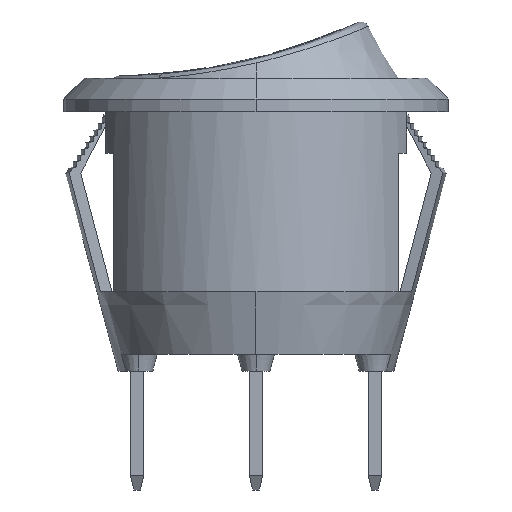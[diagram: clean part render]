
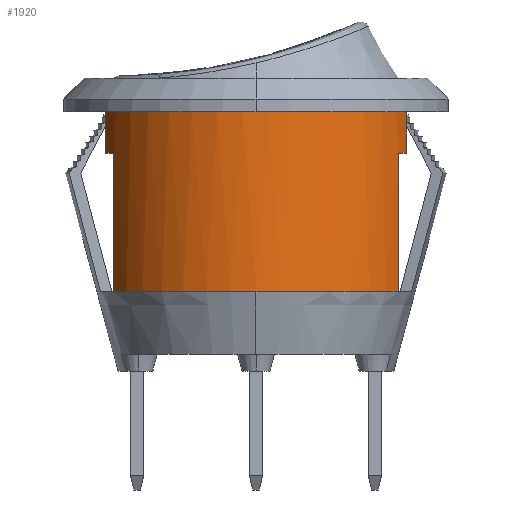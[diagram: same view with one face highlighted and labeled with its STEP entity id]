
A CAD part, left-side view. The second image highlights one B-rep face of the part: STEP entity #1920.
In plain terms, the highlighted cylindrical face has radius 9.5 mm (diameter 19 mm), a partial arc.
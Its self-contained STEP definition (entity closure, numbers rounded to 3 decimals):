
#9 = VERTEX_POINT ( 'NONE', #174 ) ;
#59 = ORIENTED_EDGE ( 'NONE', *, *, #1272, .T. ) ;
#69 = DIRECTION ( 'NONE',  ( 0., 0., -1. ) ) ;
#91 = LINE ( 'NONE', #2112, #3246 ) ;
#174 = CARTESIAN_POINT ( 'NONE',  ( -9.5, 0., -10.768 ) ) ;
#324 = DIRECTION ( 'NONE',  ( 1., 0., 0. ) ) ;
#338 = DIRECTION ( 'NONE',  ( 0., 0., 1. ) ) ;
#383 = ORIENTED_EDGE ( 'NONE', *, *, #1628, .F. ) ;
#447 = CARTESIAN_POINT ( 'NONE',  ( 0., 0., -2.5 ) ) ;
#459 = AXIS2_PLACEMENT_3D ( 'NONE', #741, #3629, #1135 ) ;
#584 = CIRCLE ( 'NONE', #3670, 9.5 ) ;
#741 = CARTESIAN_POINT ( 'NONE',  ( 0., 0., -10.768 ) ) ;
#755 = VECTOR ( 'NONE', #2900, 1000. ) ;
#764 = LINE ( 'NONE', #913, #755 ) ;
#913 = CARTESIAN_POINT ( 'NONE',  ( -4.243, 8.5, -14.5 ) ) ;
#944 = CARTESIAN_POINT ( 'NONE',  ( -4.243, 8.5, -2.5 ) ) ;
#973 = EDGE_CURVE ( 'NONE', #4137, #1742, #4414, .T. ) ;
#1000 = EDGE_CURVE ( 'NONE', #1742, #4077, #3483, .T. ) ;
#1104 = EDGE_CURVE ( 'NONE', #4077, #2163, #2179, .T. ) ;
#1135 = DIRECTION ( 'NONE',  ( -1., 0., 0. ) ) ;
#1141 = CIRCLE ( 'NONE', #459, 9.5 ) ;
#1272 = EDGE_CURVE ( 'NONE', #2163, #1889, #764, .T. ) ;
#1360 = VECTOR ( 'NONE', #5141, 1000. ) ;
#1375 = EDGE_CURVE ( 'NONE', #9, #2908, #584, .T. ) ;
#1549 = EDGE_CURVE ( 'NONE', #5267, #2908, #4449, .T. ) ;
#1565 = ORIENTED_EDGE ( 'NONE', *, *, #973, .T. ) ;
#1596 = CARTESIAN_POINT ( 'NONE',  ( -4.243, 8.5, -10.768 ) ) ;
#1628 = EDGE_CURVE ( 'NONE', #3044, #5267, #4926, .T. ) ;
#1742 = VERTEX_POINT ( 'NONE', #1764 ) ;
#1764 = CARTESIAN_POINT ( 'NONE',  ( -3.041, 9., 0. ) ) ;
#1765 = CARTESIAN_POINT ( 'NONE',  ( -3.041, -9., -2.5 ) ) ;
#1785 = ORIENTED_EDGE ( 'NONE', *, *, #1375, .T. ) ;
#1889 = VERTEX_POINT ( 'NONE', #1596 ) ;
#1892 = DIRECTION ( 'NONE',  ( -1., 0., 0. ) ) ;
#1920 = ADVANCED_FACE ( 'NONE', ( #2799 ), #2601, .T. ) ;
#2112 = CARTESIAN_POINT ( 'NONE',  ( -3.041, -9., -14.5 ) ) ;
#2163 = VERTEX_POINT ( 'NONE', #944 ) ;
#2171 = DIRECTION ( 'NONE',  ( -1., 0., 0. ) ) ;
#2179 = CIRCLE ( 'NONE', #3922, 9.5 ) ;
#2357 = ORIENTED_EDGE ( 'NONE', *, *, #1104, .T. ) ;
#2459 = AXIS2_PLACEMENT_3D ( 'NONE', #4665, #4347, #4564 ) ;
#2589 = CARTESIAN_POINT ( 'NONE',  ( -4.243, -8.5, -14.5 ) ) ;
#2601 = CYLINDRICAL_SURFACE ( 'NONE', #2459, 9.5 ) ;
#2665 = CARTESIAN_POINT ( 'NONE',  ( -3.041, 9., -2.5 ) ) ;
#2680 = DIRECTION ( 'NONE',  ( 0., 0., 1. ) ) ;
#2697 = CARTESIAN_POINT ( 'NONE',  ( 0., 0., -10.768 ) ) ;
#2747 = ORIENTED_EDGE ( 'NONE', *, *, #4792, .F. ) ;
#2799 = FACE_OUTER_BOUND ( 'NONE', #4731, .T. ) ;
#2840 = ORIENTED_EDGE ( 'NONE', *, *, #1000, .T. ) ;
#2900 = DIRECTION ( 'NONE',  ( 0., 0., -1. ) ) ;
#2908 = VERTEX_POINT ( 'NONE', #4319 ) ;
#3044 = VERTEX_POINT ( 'NONE', #1765 ) ;
#3092 = AXIS2_PLACEMENT_3D ( 'NONE', #4163, #3795, #2171 ) ;
#3246 = VECTOR ( 'NONE', #69, 1000. ) ;
#3483 = LINE ( 'NONE', #4412, #3553 ) ;
#3553 = VECTOR ( 'NONE', #4847, 1000. ) ;
#3629 = DIRECTION ( 'NONE',  ( 0., 0., 1. ) ) ;
#3649 = CARTESIAN_POINT ( 'NONE',  ( -4.243, -8.5, -2.5 ) ) ;
#3670 = AXIS2_PLACEMENT_3D ( 'NONE', #2697, #2680, #1892 ) ;
#3795 = DIRECTION ( 'NONE',  ( 0., 0., -1. ) ) ;
#3922 = AXIS2_PLACEMENT_3D ( 'NONE', #447, #338, #324 ) ;
#3948 = CARTESIAN_POINT ( 'NONE',  ( -3.041, -9., 0. ) ) ;
#4077 = VERTEX_POINT ( 'NONE', #2665 ) ;
#4137 = VERTEX_POINT ( 'NONE', #3948 ) ;
#4163 = CARTESIAN_POINT ( 'NONE',  ( 0., 0., -2.5 ) ) ;
#4319 = CARTESIAN_POINT ( 'NONE',  ( -4.243, -8.5, -10.768 ) ) ;
#4347 = DIRECTION ( 'NONE',  ( 0., 0., 1. ) ) ;
#4360 = AXIS2_PLACEMENT_3D ( 'NONE', #5253, #5232, #5215 ) ;
#4412 = CARTESIAN_POINT ( 'NONE',  ( -3.041, 9., -14.5 ) ) ;
#4414 = CIRCLE ( 'NONE', #4360, 9.5 ) ;
#4449 = LINE ( 'NONE', #2589, #1360 ) ;
#4564 = DIRECTION ( 'NONE',  ( 1., 0., 0. ) ) ;
#4665 = CARTESIAN_POINT ( 'NONE',  ( 0., 0., -14.5 ) ) ;
#4720 = ORIENTED_EDGE ( 'NONE', *, *, #1549, .F. ) ;
#4731 = EDGE_LOOP ( 'NONE', ( #2747, #1565, #2840, #2357, #59, #4950, #1785, #4720, #383 ) ) ;
#4792 = EDGE_CURVE ( 'NONE', #4137, #3044, #91, .T. ) ;
#4847 = DIRECTION ( 'NONE',  ( 0., 0., -1. ) ) ;
#4926 = CIRCLE ( 'NONE', #3092, 9.5 ) ;
#4950 = ORIENTED_EDGE ( 'NONE', *, *, #5235, .T. ) ;
#5141 = DIRECTION ( 'NONE',  ( 0., 0., -1. ) ) ;
#5215 = DIRECTION ( 'NONE',  ( 1., 0., 0. ) ) ;
#5232 = DIRECTION ( 'NONE',  ( 0., 0., -1. ) ) ;
#5235 = EDGE_CURVE ( 'NONE', #1889, #9, #1141, .T. ) ;
#5253 = CARTESIAN_POINT ( 'NONE',  ( 0., 0., 0. ) ) ;
#5267 = VERTEX_POINT ( 'NONE', #3649 ) ;
